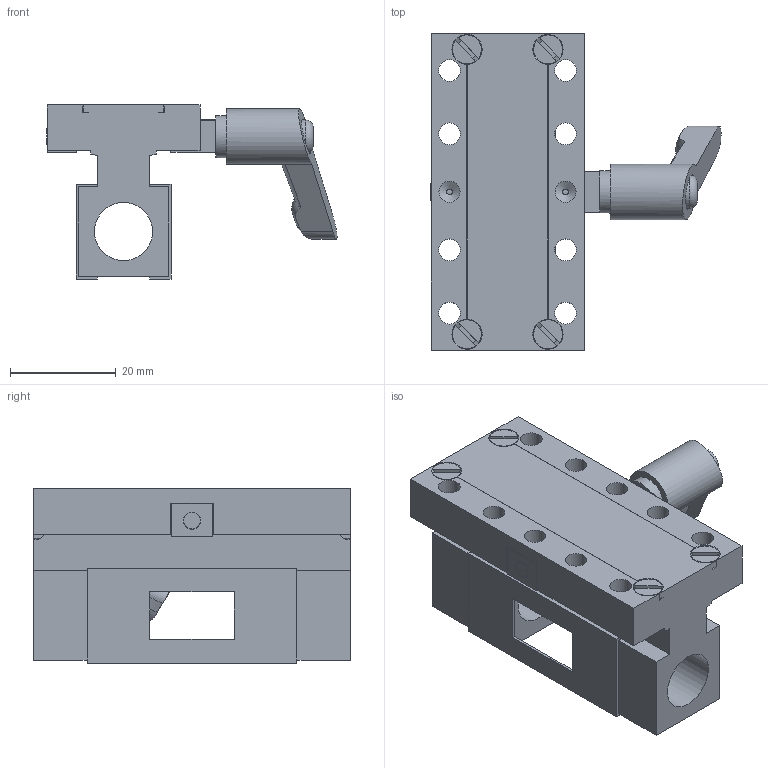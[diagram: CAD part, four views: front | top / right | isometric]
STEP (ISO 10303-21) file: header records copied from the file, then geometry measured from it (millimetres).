
FILE_DESCRIPTION(/* description */ ('Unknown'),/* implementation_level */ '2;1');
FILE_NAME(/* name */ 'A-0000176-Schlitten30-60lg-Klem',/* time_stamp */ '2020-04-02T16:57:59+02:00',/* author */ ('Unknown'),/* organization */ ('Unknown'),/* preprocessor_version */ 'ST-DEVELOPER v16.7',/* originating_system */ 'Solid Edge',/* authorisation */ 'Unknown');
FILE_SCHEMA (('AUTOMOTIVE_DESIGN {1 0 10303 214 3 1 1}'));
Length unit declared in the file: millimetre
Products named in the file (1): A-0000176-Schlitten30-60lg-Klem-dy
Bounding box: 55 x 60 x 33 mm (x, y, z)
Volume: 29528.6 mm3; surface area: 14781.6 mm2
Topology: 1 solids, 5 shells, 268 faces, 765 edges, 505 vertices
Faces by surface type: plane 168, cylinder 67, cone 30, torus 3
Full cylindrical faces by diameter (mm): 3.242 x1, 4 x5, 4.134 x8, 4.5 x1, 6.3 x1, 6.5 x1, 8 x1, 10.5 x1, 11 x2
Entity records: 10414 total; most frequent: CARTESIAN_POINT 1774, ORIENTED_EDGE 1414, DIRECTION 1327, EDGE_CURVE 707, VERTEX_POINT 480, LINE 459, VECTOR 459, AXIS2_PLACEMENT_3D 434
